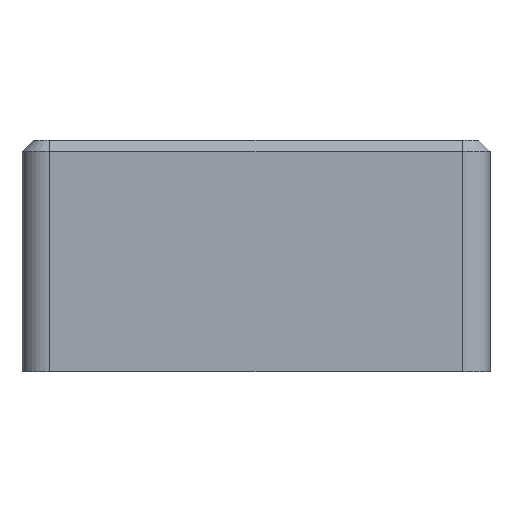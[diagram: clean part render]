
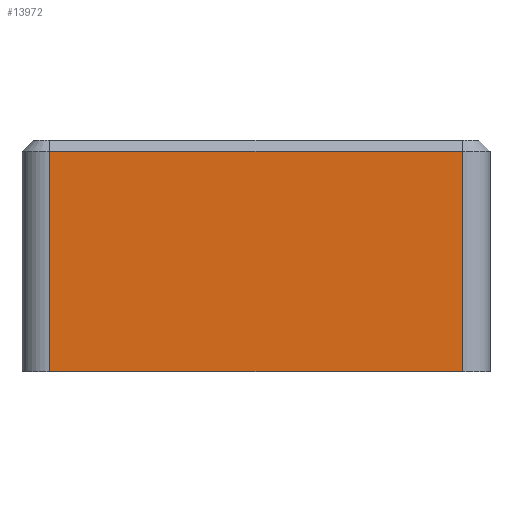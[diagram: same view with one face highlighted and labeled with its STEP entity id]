
A CAD part, front view. The second image highlights one B-rep face of the part: STEP entity #13972.
In plain terms, the highlighted planar face has unit normal (0, -1, 0).
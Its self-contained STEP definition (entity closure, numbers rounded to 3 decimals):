
#1635=PLANE('',#14381);
#2388=FACE_OUTER_BOUND('',#3219,.T.);
#3219=EDGE_LOOP('',(#13175,#13176,#13177,#13178));
#4383=LINE('',#29222,#5579);
#4416=LINE('',#29319,#5612);
#4417=LINE('',#29323,#5613);
#4418=LINE('',#29324,#5614);
#5579=VECTOR('',#16255,10.);
#5612=VECTOR('',#16362,10.);
#5613=VECTOR('',#16367,10.);
#5614=VECTOR('',#16368,10.);
#7001=VERTEX_POINT('',#29216);
#7002=VERTEX_POINT('',#29220);
#7029=VERTEX_POINT('',#29318);
#7030=VERTEX_POINT('',#29322);
#9035=EDGE_CURVE('',#7001,#7002,#4383,.T.);
#9082=EDGE_CURVE('',#7029,#7002,#4416,.T.);
#9084=EDGE_CURVE('',#7030,#7001,#4417,.T.);
#9085=EDGE_CURVE('',#7030,#7029,#4418,.T.);
#13175=ORIENTED_EDGE('',*,*,#9035,.F.);
#13176=ORIENTED_EDGE('',*,*,#9084,.F.);
#13177=ORIENTED_EDGE('',*,*,#9085,.T.);
#13178=ORIENTED_EDGE('',*,*,#9082,.T.);
#13972=ADVANCED_FACE('',(#2388),#1635,.T.);
#14381=AXIS2_PLACEMENT_3D('',#29321,#16365,#16366);
#16255=DIRECTION('',(1.,0.,0.));
#16362=DIRECTION('',(0.,0.,1.));
#16365=DIRECTION('center_axis',(0.,-1.,0.));
#16366=DIRECTION('ref_axis',(1.,0.,0.));
#16367=DIRECTION('',(0.,0.,1.));
#16368=DIRECTION('',(1.,0.,0.));
#29216=CARTESIAN_POINT('',(5.,0.,40.));
#29220=CARTESIAN_POINT('',(80.,0.,40.));
#29222=CARTESIAN_POINT('',(23.75,0.,40.));
#29318=CARTESIAN_POINT('',(80.,0.,0.));
#29319=CARTESIAN_POINT('',(80.,0.,0.));
#29321=CARTESIAN_POINT('Origin',(5.,0.,0.));
#29322=CARTESIAN_POINT('',(5.,0.,0.));
#29323=CARTESIAN_POINT('',(5.,0.,0.));
#29324=CARTESIAN_POINT('',(5.,0.,0.));
